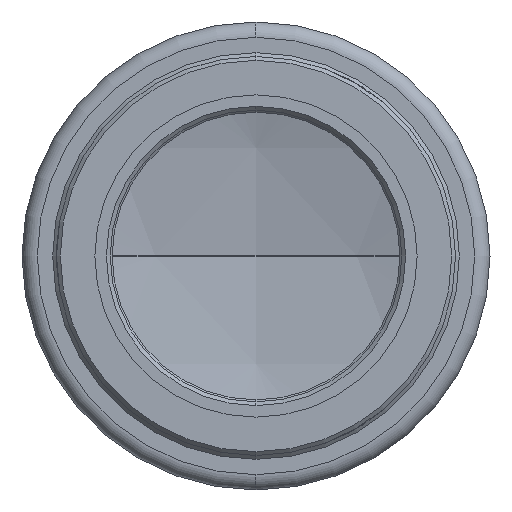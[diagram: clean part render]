
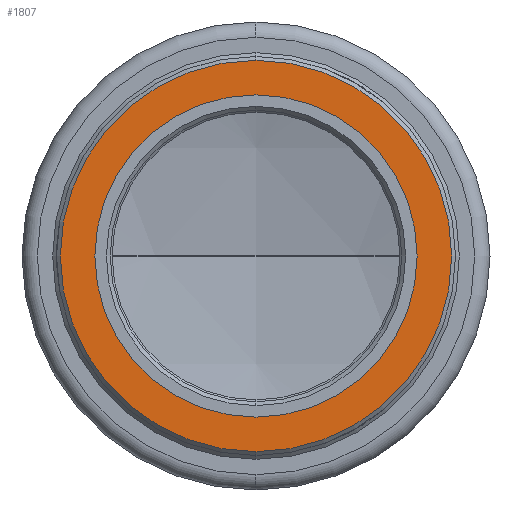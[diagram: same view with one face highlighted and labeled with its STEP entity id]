
A CAD part, left-side view. The second image highlights one B-rep face of the part: STEP entity #1807.
In plain terms, the highlighted planar face has unit normal (-1, 0, 0).
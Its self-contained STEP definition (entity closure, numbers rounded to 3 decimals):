
#37 = FACE_BOUND ( 'NONE', #3682, .T. ) ;
#86 = CARTESIAN_POINT ( 'NONE',  ( -253.73, 0., 0. ) ) ;
#97 = CARTESIAN_POINT ( 'NONE',  ( -253.73, 0., 0. ) ) ;
#176 = ORIENTED_EDGE ( 'NONE', *, *, #1040, .T. ) ;
#335 = ORIENTED_EDGE ( 'NONE', *, *, #1566, .T. ) ;
#480 = CARTESIAN_POINT ( 'NONE',  ( -253.73, 0., -20. ) ) ;
#483 = VERTEX_POINT ( 'NONE', #1074 ) ;
#486 = AXIS2_PLACEMENT_3D ( 'NONE', #86, #1095, #1443 ) ;
#533 = DIRECTION ( 'NONE',  ( 0., 0., 1. ) ) ;
#557 = AXIS2_PLACEMENT_3D ( 'NONE', #3874, #1941, #4222 ) ;
#691 = FACE_OUTER_BOUND ( 'NONE', #3612, .T. ) ;
#840 = EDGE_CURVE ( 'NONE', #1238, #483, #1234, .T. ) ;
#1040 = EDGE_CURVE ( 'NONE', #1545, #4018, #1592, .T. ) ;
#1074 = CARTESIAN_POINT ( 'NONE',  ( -253.73, 0., 25.5 ) ) ;
#1095 = DIRECTION ( 'NONE',  ( 1., 0., 0. ) ) ;
#1158 = ORIENTED_EDGE ( 'NONE', *, *, #840, .F. ) ;
#1234 = CIRCLE ( 'NONE', #2896, 25.5 ) ;
#1238 = VERTEX_POINT ( 'NONE', #3738 ) ;
#1391 = CARTESIAN_POINT ( 'NONE',  ( -253.73, 0., 20. ) ) ;
#1443 = DIRECTION ( 'NONE',  ( 0., 0., 1. ) ) ;
#1455 = DIRECTION ( 'NONE',  ( 1., 0., 0. ) ) ;
#1538 = CARTESIAN_POINT ( 'NONE',  ( -253.73, 0., 0. ) ) ;
#1545 = VERTEX_POINT ( 'NONE', #480 ) ;
#1566 = EDGE_CURVE ( 'NONE', #4018, #1545, #1594, .T. ) ;
#1592 = CIRCLE ( 'NONE', #2703, 20. ) ;
#1594 = CIRCLE ( 'NONE', #486, 20. ) ;
#1735 = EDGE_CURVE ( 'NONE', #483, #1238, #2002, .T. ) ;
#1807 = ADVANCED_FACE ( 'NONE', ( #691, #37 ), #2049, .F. ) ;
#1941 = DIRECTION ( 'NONE',  ( 1., 0., 0. ) ) ;
#2002 = CIRCLE ( 'NONE', #557, 25.5 ) ;
#2009 = CARTESIAN_POINT ( 'NONE',  ( -253.73, -25.5, 0. ) ) ;
#2049 = PLANE ( 'NONE',  #4252 ) ;
#2703 = AXIS2_PLACEMENT_3D ( 'NONE', #1538, #3476, #533 ) ;
#2896 = AXIS2_PLACEMENT_3D ( 'NONE', #97, #1455, #3434 ) ;
#3323 = DIRECTION ( 'NONE',  ( 1., 0., 0. ) ) ;
#3434 = DIRECTION ( 'NONE',  ( 0., 0., 1. ) ) ;
#3476 = DIRECTION ( 'NONE',  ( 1., 0., 0. ) ) ;
#3612 = EDGE_LOOP ( 'NONE', ( #3666, #1158 ) ) ;
#3666 = ORIENTED_EDGE ( 'NONE', *, *, #1735, .F. ) ;
#3682 = EDGE_LOOP ( 'NONE', ( #335, #176 ) ) ;
#3725 = DIRECTION ( 'NONE',  ( 0., 0., 1. ) ) ;
#3738 = CARTESIAN_POINT ( 'NONE',  ( -253.73, 0., -25.5 ) ) ;
#3874 = CARTESIAN_POINT ( 'NONE',  ( -253.73, 0., 0. ) ) ;
#4018 = VERTEX_POINT ( 'NONE', #1391 ) ;
#4222 = DIRECTION ( 'NONE',  ( 0., 0., 1. ) ) ;
#4252 = AXIS2_PLACEMENT_3D ( 'NONE', #2009, #3323, #3725 ) ;
